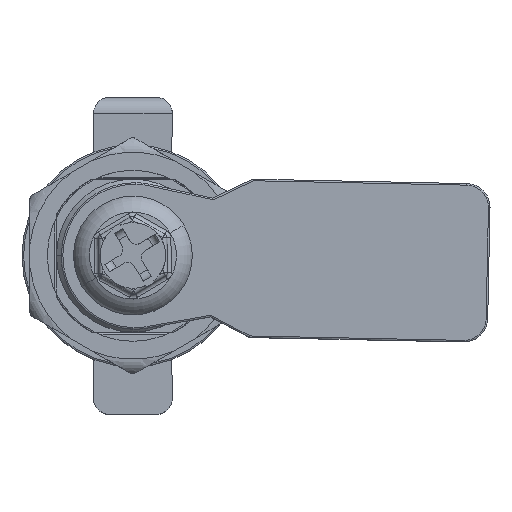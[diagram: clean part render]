
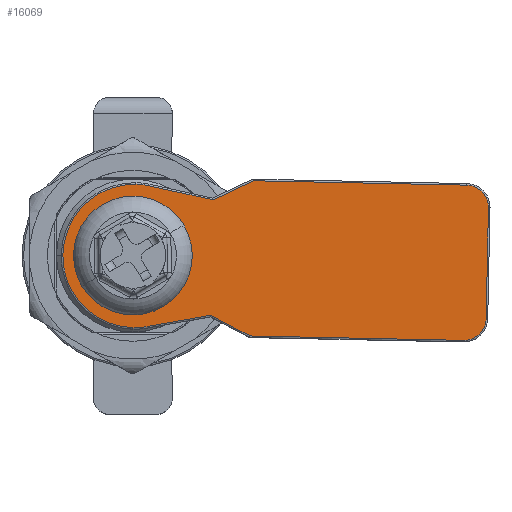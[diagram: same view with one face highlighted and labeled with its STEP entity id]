
A CAD part, top view. The second image highlights one B-rep face of the part: STEP entity #16069.
In plain terms, the highlighted face is planar.
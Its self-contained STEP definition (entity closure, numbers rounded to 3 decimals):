
#3053 = DIRECTION ( 'NONE',  ( -0.894, 0., 0.447 ) ) ;
#3054 = VECTOR ( 'NONE', #3053, 1000. ) ;
#3055 = CARTESIAN_POINT ( 'NONE',  ( 19.089, 0., 2.679 ) ) ;
#3059 = LINE ( 'NONE', #3055, #3054 ) ;
#9452 = CARTESIAN_POINT ( 'NONE',  ( 11.007, 0., 1.122 ) ) ;
#9458 = CIRCLE ( 'NONE', #9496, 9.05 ) ;
#9492 = DIRECTION ( 'NONE',  ( 0., 0., 1. ) ) ;
#9493 = DIRECTION ( 'NONE',  ( 0., 1., 0. ) ) ;
#9494 = CARTESIAN_POINT ( 'NONE',  ( 9.25, 0., 10. ) ) ;
#9496 = AXIS2_PLACEMENT_3D ( 'NONE', #9494, #9493, #9492 ) ;
#9504 = CARTESIAN_POINT ( 'NONE',  ( 9.25, 0., 0.95 ) ) ;
#9511 = CIRCLE ( 'NONE', #9595, 9.05 ) ;
#9568 = CARTESIAN_POINT ( 'NONE',  ( 9.25, 0., 10. ) ) ;
#9591 = DIRECTION ( 'NONE',  ( 0., 0., 1. ) ) ;
#9592 = DIRECTION ( 'NONE',  ( 0., 1., 0. ) ) ;
#9595 = AXIS2_PLACEMENT_3D ( 'NONE', #9568, #9592, #9591 ) ;
#9620 = CARTESIAN_POINT ( 'NONE',  ( 9.25, 0., 19.05 ) ) ;
#9694 = VECTOR ( 'NONE', #9750, 1000. ) ;
#9695 = CARTESIAN_POINT ( 'NONE',  ( 53.8, 0., 20. ) ) ;
#9696 = LINE ( 'NONE', #9695, #9694 ) ;
#9697 = DIRECTION ( 'NONE',  ( 1., 0., 0. ) ) ;
#9698 = VECTOR ( 'NONE', #9697, 1000. ) ;
#9699 = DIRECTION ( 'NONE',  ( 0., 0., 1. ) ) ;
#9700 = DIRECTION ( 'NONE',  ( 0., 1., 0. ) ) ;
#9701 = CARTESIAN_POINT ( 'NONE',  ( 51., 0., 17. ) ) ;
#9703 = CARTESIAN_POINT ( 'NONE',  ( 53.8, 0., 17. ) ) ;
#9705 = DIRECTION ( 'NONE',  ( 0., 0., 1. ) ) ;
#9706 = DIRECTION ( 'NONE',  ( 0., 1., 0. ) ) ;
#9707 = CARTESIAN_POINT ( 'NONE',  ( 0., 0., 20. ) ) ;
#9708 = AXIS2_PLACEMENT_3D ( 'NONE', #9707, #9706, #9705 ) ;
#9709 = LINE ( 'NONE', #9716, #9698 ) ;
#9710 = CIRCLE ( 'NONE', #9721, 2.8 ) ;
#9712 = DIRECTION ( 'NONE',  ( -0.981, 0., -0.194 ) ) ;
#9713 = VECTOR ( 'NONE', #9712, 1000. ) ;
#9714 = CARTESIAN_POINT ( 'NONE',  ( 11.007, 0., 1.122 ) ) ;
#9715 = LINE ( 'NONE', #9714, #9713 ) ;
#9716 = CARTESIAN_POINT ( 'NONE',  ( 51., 0., 19.8 ) ) ;
#9718 = FACE_BOUND ( 'NONE', #16134, .T. ) ;
#9720 = FACE_OUTER_BOUND ( 'NONE', #16095, .T. ) ;
#9721 = AXIS2_PLACEMENT_3D ( 'NONE', #9701, #9700, #9699 ) ;
#9722 = CARTESIAN_POINT ( 'NONE',  ( 11.288, 0., 18.818 ) ) ;
#9723 = PLANE ( 'NONE',  #9708 ) ;
#9746 = CARTESIAN_POINT ( 'NONE',  ( 51., 0., 19.8 ) ) ;
#9750 = DIRECTION ( 'NONE',  ( 0., 0., -1. ) ) ;
#9779 = CARTESIAN_POINT ( 'NONE',  ( 24.047, 0., 19.8 ) ) ;
#9786 = CARTESIAN_POINT ( 'NONE',  ( 18.961, 0., 17.304 ) ) ;
#9790 = DIRECTION ( 'NONE',  ( -1., 0., 0. ) ) ;
#9791 = VECTOR ( 'NONE', #9790, 1000. ) ;
#9792 = DIRECTION ( 'NONE',  ( 0., 0., 1. ) ) ;
#9793 = VECTOR ( 'NONE', #9792, 1000. ) ;
#9794 = CARTESIAN_POINT ( 'NONE',  ( 13.25, 0., 14.05 ) ) ;
#9795 = LINE ( 'NONE', #9794, #9793 ) ;
#9797 = CARTESIAN_POINT ( 'NONE',  ( 4.95, 0., 14.25 ) ) ;
#9798 = LINE ( 'NONE', #9797, #9791 ) ;
#9799 = CARTESIAN_POINT ( 'NONE',  ( 13.25, 0., 5.75 ) ) ;
#9812 = AXIS2_PLACEMENT_3D ( 'NONE', #9871, #9870, #9869 ) ;
#9815 = CARTESIAN_POINT ( 'NONE',  ( 0., 0., 0.2 ) ) ;
#9816 = LINE ( 'NONE', #9815, #9874 ) ;
#9817 = DIRECTION ( 'NONE',  ( 1., 0., 0. ) ) ;
#9818 = CARTESIAN_POINT ( 'NONE',  ( 24.047, 0., 0.2 ) ) ;
#9819 = CARTESIAN_POINT ( 'NONE',  ( 53.8, 0., 3. ) ) ;
#9820 = CARTESIAN_POINT ( 'NONE',  ( 13.05, 0., 5.75 ) ) ;
#9821 = LINE ( 'NONE', #9820, #9836 ) ;
#9822 = CIRCLE ( 'NONE', #9812, 2.8 ) ;
#9823 = DIRECTION ( 'NONE',  ( 0., 0., -1. ) ) ;
#9824 = VECTOR ( 'NONE', #9823, 1000. ) ;
#9826 = CARTESIAN_POINT ( 'NONE',  ( 4.75, 0., 5.95 ) ) ;
#9827 = DIRECTION ( 'NONE',  ( 0.894, 0., 0.447 ) ) ;
#9828 = VECTOR ( 'NONE', #9827, 1000. ) ;
#9829 = CARTESIAN_POINT ( 'NONE',  ( 24.089, 0., 19.821 ) ) ;
#9830 = LINE ( 'NONE', #9829, #9828 ) ;
#9836 = VECTOR ( 'NONE', #9817, 1000. ) ;
#9837 = LINE ( 'NONE', #9826, #9824 ) ;
#9838 = DIRECTION ( 'NONE',  ( 0.981, 0., -0.194 ) ) ;
#9839 = VECTOR ( 'NONE', #9838, 1000. ) ;
#9840 = CARTESIAN_POINT ( 'NONE',  ( 4.75, 0., 5.75 ) ) ;
#9841 = CARTESIAN_POINT ( 'NONE',  ( 4.75, 0., 14.25 ) ) ;
#9842 = CARTESIAN_POINT ( 'NONE',  ( 13.25, 0., 14.25 ) ) ;
#9843 = DIRECTION ( 'NONE',  ( 0., 0., 1. ) ) ;
#9844 = DIRECTION ( 'NONE',  ( 0., 1., 0. ) ) ;
#9845 = CARTESIAN_POINT ( 'NONE',  ( 9.25, 0., 10. ) ) ;
#9846 = AXIS2_PLACEMENT_3D ( 'NONE', #9845, #9844, #9843 ) ;
#9847 = CIRCLE ( 'NONE', #9846, 9.05 ) ;
#9848 = LINE ( 'NONE', #9786, #9839 ) ;
#9869 = DIRECTION ( 'NONE',  ( 0., 0., 1. ) ) ;
#9870 = DIRECTION ( 'NONE',  ( 0., 1., 0. ) ) ;
#9871 = CARTESIAN_POINT ( 'NONE',  ( 51., 0., 3. ) ) ;
#9873 = DIRECTION ( 'NONE',  ( -1., 0., 0. ) ) ;
#9874 = VECTOR ( 'NONE', #9873, 1000. ) ;
#11352 = CARTESIAN_POINT ( 'NONE',  ( 51., 0., 0.2 ) ) ;
#11411 = CARTESIAN_POINT ( 'NONE',  ( 19.028, 0., 2.709 ) ) ;
#11412 = CARTESIAN_POINT ( 'NONE',  ( 19.028, 0., 17.291 ) ) ;
#13142 = ORIENTED_EDGE ( 'NONE', *, *, #16132, .T. ) ;
#13143 = ORIENTED_EDGE ( 'NONE', *, *, #13154, .T. ) ;
#13154 = EDGE_CURVE ( 'NONE', #16147, #17043, #3059, .T. ) ;
#15947 = VERTEX_POINT ( 'NONE', #9452 ) ;
#15952 = VERTEX_POINT ( 'NONE', #9504 ) ;
#15956 = EDGE_CURVE ( 'NONE', #15947, #15952, #9458, .T. ) ;
#16003 = EDGE_CURVE ( 'NONE', #15952, #16015, #9511, .T. ) ;
#16015 = VERTEX_POINT ( 'NONE', #9620 ) ;
#16064 = EDGE_CURVE ( 'NONE', #17043, #15947, #9715, .T. ) ;
#16065 = ORIENTED_EDGE ( 'NONE', *, *, #16135, .T. ) ;
#16066 = VERTEX_POINT ( 'NONE', #9722 ) ;
#16067 = ORIENTED_EDGE ( 'NONE', *, *, #16064, .T. ) ;
#16068 = ORIENTED_EDGE ( 'NONE', *, *, #16125, .T. ) ;
#16069 = ADVANCED_FACE ( 'NONE', ( #9720, #9718 ), #9723, .T. ) ;
#16070 = ORIENTED_EDGE ( 'NONE', *, *, #16072, .T. ) ;
#16071 = ORIENTED_EDGE ( 'NONE', *, *, #16073, .T. ) ;
#16072 = EDGE_CURVE ( 'NONE', #16085, #16083, #9710, .T. ) ;
#16073 = EDGE_CURVE ( 'NONE', #16098, #16085, #9709, .T. ) ;
#16074 = EDGE_CURVE ( 'NONE', #16083, #16146, #9696, .T. ) ;
#16075 = ORIENTED_EDGE ( 'NONE', *, *, #16074, .T. ) ;
#16083 = VERTEX_POINT ( 'NONE', #9703 ) ;
#16085 = VERTEX_POINT ( 'NONE', #9746 ) ;
#16095 = EDGE_LOOP ( 'NONE', ( #16071, #16070, #16075, #16148, #17039, #13143, #16067, #17045, #16133, #13142, #16065, #16142 ) ) ;
#16098 = VERTEX_POINT ( 'NONE', #9779 ) ;
#16123 = VERTEX_POINT ( 'NONE', #9799 ) ;
#16124 = ORIENTED_EDGE ( 'NONE', *, *, #16145, .T. ) ;
#16125 = EDGE_CURVE ( 'NONE', #16123, #16144, #9795, .T. ) ;
#16126 = ORIENTED_EDGE ( 'NONE', *, *, #16127, .T. ) ;
#16127 = EDGE_CURVE ( 'NONE', #16144, #16136, #9798, .T. ) ;
#16132 = EDGE_CURVE ( 'NONE', #16015, #16066, #9847, .T. ) ;
#16133 = ORIENTED_EDGE ( 'NONE', *, *, #16003, .T. ) ;
#16134 = EDGE_LOOP ( 'NONE', ( #16143, #16124, #16068, #16126 ) ) ;
#16135 = EDGE_CURVE ( 'NONE', #16066, #17042, #9848, .T. ) ;
#16136 = VERTEX_POINT ( 'NONE', #9841 ) ;
#16138 = VERTEX_POINT ( 'NONE', #9840 ) ;
#16139 = EDGE_CURVE ( 'NONE', #17042, #16098, #9830, .T. ) ;
#16140 = EDGE_CURVE ( 'NONE', #16136, #16138, #9837, .T. ) ;
#16142 = ORIENTED_EDGE ( 'NONE', *, *, #16139, .T. ) ;
#16143 = ORIENTED_EDGE ( 'NONE', *, *, #16140, .T. ) ;
#16144 = VERTEX_POINT ( 'NONE', #9842 ) ;
#16145 = EDGE_CURVE ( 'NONE', #16138, #16123, #9821, .T. ) ;
#16146 = VERTEX_POINT ( 'NONE', #9819 ) ;
#16147 = VERTEX_POINT ( 'NONE', #9818 ) ;
#16148 = ORIENTED_EDGE ( 'NONE', *, *, #16150, .T. ) ;
#16149 = EDGE_CURVE ( 'NONE', #17040, #16147, #9816, .T. ) ;
#16150 = EDGE_CURVE ( 'NONE', #16146, #17040, #9822, .T. ) ;
#17039 = ORIENTED_EDGE ( 'NONE', *, *, #16149, .T. ) ;
#17040 = VERTEX_POINT ( 'NONE', #11352 ) ;
#17042 = VERTEX_POINT ( 'NONE', #11412 ) ;
#17043 = VERTEX_POINT ( 'NONE', #11411 ) ;
#17045 = ORIENTED_EDGE ( 'NONE', *, *, #15956, .T. ) ;
